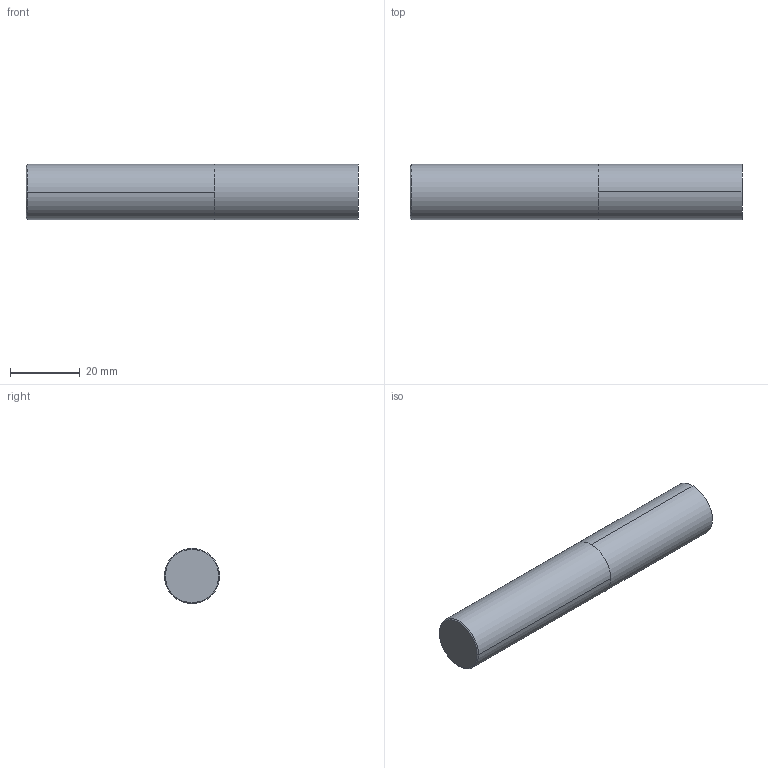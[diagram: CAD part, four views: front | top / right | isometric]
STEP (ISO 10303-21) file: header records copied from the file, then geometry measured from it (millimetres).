
FILE_DESCRIPTION (( 'STEP AP203' ), '1' );
FILE_NAME ('03-2083.STEP', '2023-06-13T05:00:23', ( 'USER' ), ( 'Hewlett-Packard Company' ), 'SwSTEP 2.0', 'SolidWorks 2014', '' );
FILE_SCHEMA (( 'CONFIG_CONTROL_DESIGN' ));
Length unit declared in the file: millimetre
Products named in the file (1): 03-2083
Bounding box: 95.25 x 15.88 x 15.88 mm (x, y, z)
Volume: 18850.9 mm3; surface area: 5533.2 mm2
Topology: 2 solids, 2 shells, 10 faces, 16 edges, 10 vertices
Faces by surface type: cylinder 4, plane 4, cone 2
Entity records: 309 total; most frequent: DIRECTION 48, CARTESIAN_POINT 37, ORIENTED_EDGE 32, AXIS2_PLACEMENT_3D 21, EDGE_CURVE 16, VERTEX_POINT 10, ADVANCED_FACE 10, EDGE_LOOP 10
